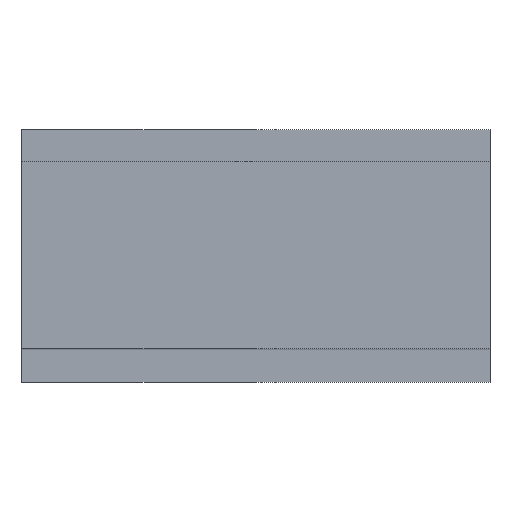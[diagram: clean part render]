
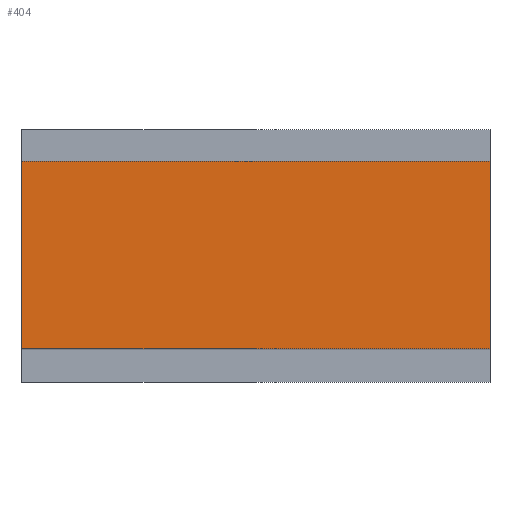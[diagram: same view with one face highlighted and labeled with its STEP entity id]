
A CAD part, top view. The second image highlights one B-rep face of the part: STEP entity #404.
In plain terms, the highlighted planar face has unit normal (0, 0, 1).
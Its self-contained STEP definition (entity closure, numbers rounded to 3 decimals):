
#352=CARTESIAN_POINT('Vertex',(-2.5,1.,7.)) ;
#355=CARTESIAN_POINT('Line Origine',(0.,1.,7.)) ;
#359=CARTESIAN_POINT('Vertex',(2.5,1.,7.)) ;
#374=CARTESIAN_POINT('Axis2P3D Location',(0.,0.,7.)) ;
#379=CARTESIAN_POINT('Line Origine',(-2.5,0.,7.)) ;
#383=CARTESIAN_POINT('Vertex',(-2.5,-1.,7.)) ;
#386=CARTESIAN_POINT('Line Origine',(0.,-1.,7.)) ;
#390=CARTESIAN_POINT('Vertex',(2.5,-1.,7.)) ;
#393=CARTESIAN_POINT('Line Origine',(2.5,0.,7.)) ;
#356=DIRECTION('Vector Direction',(1.,0.,0.)) ;
#375=DIRECTION('Axis2P3D Direction',(0.,0.,1.)) ;
#376=DIRECTION('Axis2P3D XDirection',(1.,0.,0.)) ;
#380=DIRECTION('Vector Direction',(0.,1.,0.)) ;
#387=DIRECTION('Vector Direction',(-1.,0.,0.)) ;
#394=DIRECTION('Vector Direction',(0.,-1.,0.)) ;
#377=AXIS2_PLACEMENT_3D('Plane Axis2P3D',#374,#375,#376) ;
#399=ORIENTED_EDGE('',*,*,#361,.T.) ;
#400=ORIENTED_EDGE('',*,*,#385,.T.) ;
#401=ORIENTED_EDGE('',*,*,#392,.T.) ;
#402=ORIENTED_EDGE('',*,*,#397,.T.) ;
#357=VECTOR('Line Direction',#356,1.) ;
#381=VECTOR('Line Direction',#380,1.) ;
#388=VECTOR('Line Direction',#387,1.) ;
#395=VECTOR('Line Direction',#394,1.) ;
#404=ADVANCED_FACE('PartBody',(#403),#378,.T.) ;
#361=EDGE_CURVE('',#360,#353,#358,.F.) ;
#385=EDGE_CURVE('',#353,#384,#382,.F.) ;
#392=EDGE_CURVE('',#384,#391,#389,.F.) ;
#397=EDGE_CURVE('',#391,#360,#396,.F.) ;
#398=EDGE_LOOP('',(#399,#400,#401,#402)) ;
#403=FACE_OUTER_BOUND('',#398,.T.) ;
#358=LINE('Line',#355,#357) ;
#382=LINE('Line',#379,#381) ;
#389=LINE('Line',#386,#388) ;
#396=LINE('Line',#393,#395) ;
#378=PLANE('Plane',#377) ;
#353=VERTEX_POINT('',#352) ;
#360=VERTEX_POINT('',#359) ;
#384=VERTEX_POINT('',#383) ;
#391=VERTEX_POINT('',#390) ;
